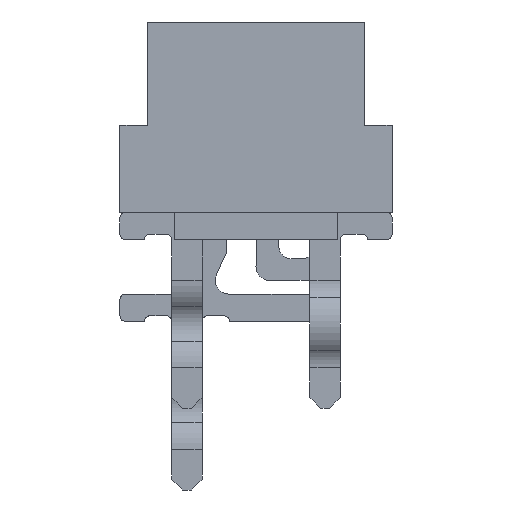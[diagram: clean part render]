
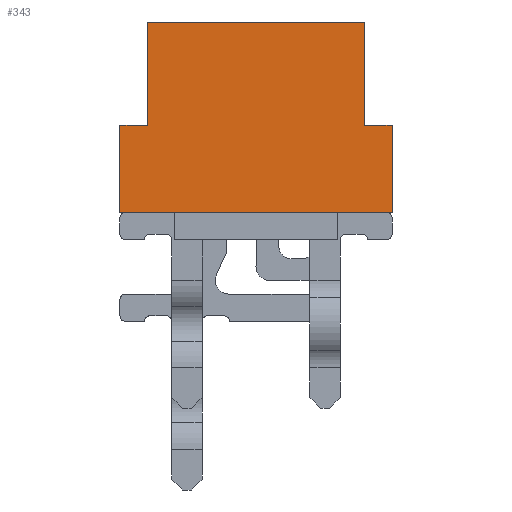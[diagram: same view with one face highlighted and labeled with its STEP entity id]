
A CAD part, left-side view. The second image highlights one B-rep face of the part: STEP entity #343.
In plain terms, the highlighted planar face has unit normal (-1, 0, 0).
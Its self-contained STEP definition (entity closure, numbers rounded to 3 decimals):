
#343 = ADVANCED_FACE( '', ( #1017 ), #1018, .F. );
#1017 = FACE_OUTER_BOUND( '', #2154, .T. );
#1018 = PLANE( '', #2155 );
#2154 = EDGE_LOOP( '', ( #4155, #4156, #4157, #4158, #4159, #4160, #4161, #4162 ) );
#2155 = AXIS2_PLACEMENT_3D( '', #4163, #4164, #4165 );
#4155 = ORIENTED_EDGE( '', *, *, #7932, .T. );
#4156 = ORIENTED_EDGE( '', *, *, #8570, .F. );
#4157 = ORIENTED_EDGE( '', *, *, #8571, .F. );
#4158 = ORIENTED_EDGE( '', *, *, #8572, .F. );
#4159 = ORIENTED_EDGE( '', *, *, #8573, .T. );
#4160 = ORIENTED_EDGE( '', *, *, #8574, .T. );
#4161 = ORIENTED_EDGE( '', *, *, #8575, .F. );
#4162 = ORIENTED_EDGE( '', *, *, #8576, .T. );
#4163 = CARTESIAN_POINT( '', ( -12.46, 2.5, 1.6 ) );
#4164 = DIRECTION( '', ( 1., 0., 0. ) );
#4165 = DIRECTION( '', ( 0., 0., -1. ) );
#7932 = EDGE_CURVE( '', #9541, #9542, #9543, .T. );
#8570 = EDGE_CURVE( '', #10723, #9542, #10724, .T. );
#8571 = EDGE_CURVE( '', #10725, #10723, #10726, .T. );
#8572 = EDGE_CURVE( '', #10727, #10725, #10728, .T. );
#8573 = EDGE_CURVE( '', #10727, #10729, #10730, .T. );
#8574 = EDGE_CURVE( '', #10729, #10731, #10732, .T. );
#8575 = EDGE_CURVE( '', #10733, #10731, #10734, .T. );
#8576 = EDGE_CURVE( '', #10733, #9541, #10735, .T. );
#9541 = VERTEX_POINT( '', #12200 );
#9542 = VERTEX_POINT( '', #12201 );
#9543 = LINE( '', #12202, #12203 );
#10723 = VERTEX_POINT( '', #14020 );
#10724 = LINE( '', #14021, #14022 );
#10725 = VERTEX_POINT( '', #14023 );
#10726 = LINE( '', #14024, #14025 );
#10727 = VERTEX_POINT( '', #14026 );
#10728 = LINE( '', #14027, #14028 );
#10729 = VERTEX_POINT( '', #14029 );
#10730 = LINE( '', #14030, #14031 );
#10731 = VERTEX_POINT( '', #14032 );
#10732 = LINE( '', #14033, #14034 );
#10733 = VERTEX_POINT( '', #14035 );
#10734 = LINE( '', #14036, #14037 );
#10735 = LINE( '', #14038, #14039 );
#12200 = CARTESIAN_POINT( '', ( -12.46, 2.5, 0. ) );
#12201 = CARTESIAN_POINT( '', ( -12.46, -2.5, 0. ) );
#12202 = CARTESIAN_POINT( '', ( -12.46, 2.5, 0. ) );
#12203 = VECTOR( '', #16408, 1000. );
#14020 = CARTESIAN_POINT( '', ( -12.46, -2.5, 1.6 ) );
#14021 = CARTESIAN_POINT( '', ( -12.46, -2.5, 1.6 ) );
#14022 = VECTOR( '', #17046, 1000. );
#14023 = CARTESIAN_POINT( '', ( -12.46, -2., 1.6 ) );
#14024 = CARTESIAN_POINT( '', ( -12.46, 2.5, 1.6 ) );
#14025 = VECTOR( '', #17047, 1000. );
#14026 = CARTESIAN_POINT( '', ( -12.46, -2., 3.5 ) );
#14027 = CARTESIAN_POINT( '', ( -12.46, -2., 3.5 ) );
#14028 = VECTOR( '', #17048, 1000. );
#14029 = CARTESIAN_POINT( '', ( -12.46, 2., 3.5 ) );
#14030 = CARTESIAN_POINT( '', ( -12.46, -2., 3.5 ) );
#14031 = VECTOR( '', #17049, 1000. );
#14032 = CARTESIAN_POINT( '', ( -12.46, 2., 1.6 ) );
#14033 = CARTESIAN_POINT( '', ( -12.46, 2., 3.5 ) );
#14034 = VECTOR( '', #17050, 1000. );
#14035 = CARTESIAN_POINT( '', ( -12.46, 2.5, 1.6 ) );
#14036 = CARTESIAN_POINT( '', ( -12.46, 2.5, 1.6 ) );
#14037 = VECTOR( '', #17051, 1000. );
#14038 = CARTESIAN_POINT( '', ( -12.46, 2.5, 1.6 ) );
#14039 = VECTOR( '', #17052, 1000. );
#16408 = DIRECTION( '', ( 0., -1., 0. ) );
#17046 = DIRECTION( '', ( 0., 0., -1. ) );
#17047 = DIRECTION( '', ( 0., -1., 0. ) );
#17048 = DIRECTION( '', ( 0., 0., -1. ) );
#17049 = DIRECTION( '', ( 0., 1., 0. ) );
#17050 = DIRECTION( '', ( 0., 0., -1. ) );
#17051 = DIRECTION( '', ( 0., -1., 0. ) );
#17052 = DIRECTION( '', ( 0., 0., -1. ) );
